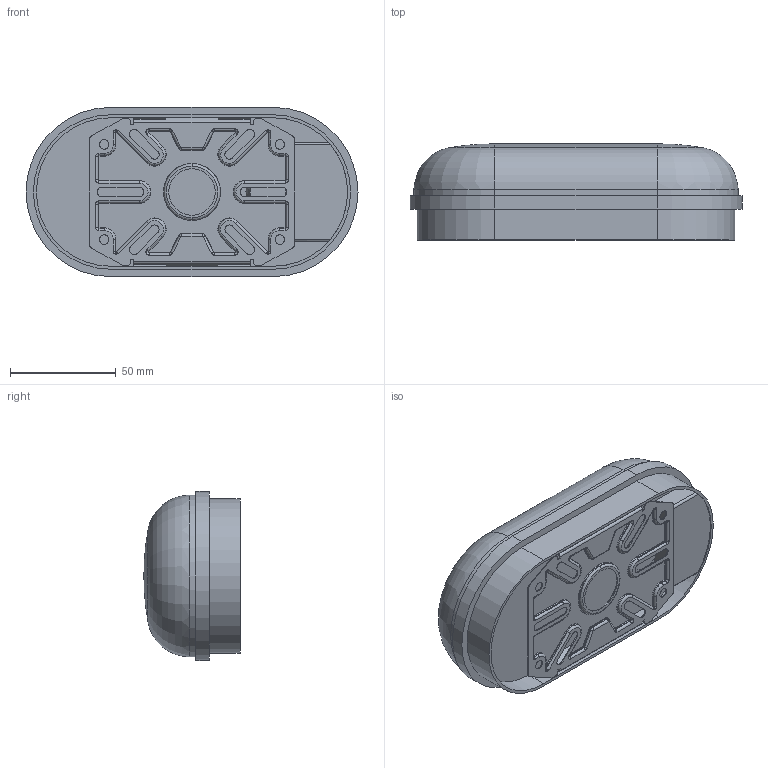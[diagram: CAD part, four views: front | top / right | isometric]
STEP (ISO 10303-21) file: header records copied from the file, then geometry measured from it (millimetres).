
FILE_DESCRIPTION (( 'STEP AP203' ), '1' );
FILE_NAME ('ÄÏÎ-2004-Â 8Âò 4000Ê IP65 EKF PROxima (BKL-2004-V-8-4000).STEP', '2022-01-13T14:22:17', ( '' ), ( '' ), 'SwSTEP 2.0', 'SolidWorks 2021', '' );
FILE_SCHEMA (( 'CONFIG_CONTROL_DESIGN' ));
Length unit declared in the file: millimetre
Products named in the file (1): ÄÏÎ-2004-Â 8Âò 4000Ê IP65 EKF PROxima (BKL-2004-V-8-4000)
Bounding box: 157 x 45.5 x 80 mm (x, y, z)
Volume: 138161.3 mm3; surface area: 84779.1 mm2
Topology: 3 solids, 3 shells, 671 faces, 1616 edges, 946 vertices
Faces by surface type: cylinder 317, plane 172, torus 162, bspline 16, cone 2, sphere 2
Entity records: 19775 total; most frequent: CARTESIAN_POINT 3763, DIRECTION 3664, ORIENTED_EDGE 3196, EDGE_CURVE 1598, AXIS2_PLACEMENT_3D 1445, VERTEX_POINT 946, CIRCLE 789, LINE 774
